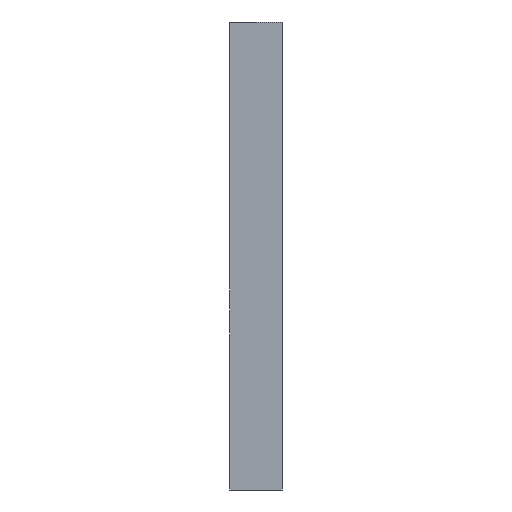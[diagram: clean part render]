
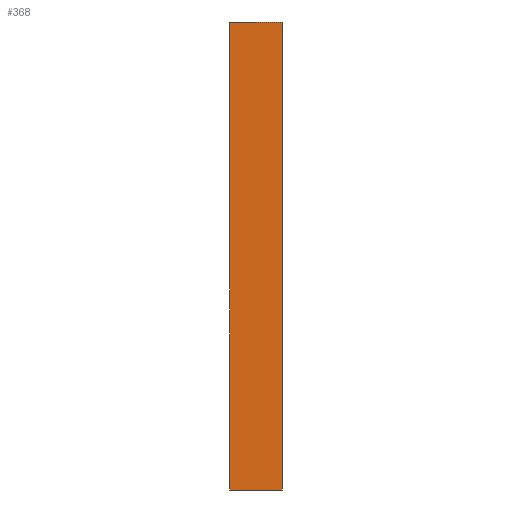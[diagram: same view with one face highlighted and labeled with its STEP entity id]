
A CAD part, left-side view. The second image highlights one B-rep face of the part: STEP entity #368.
In plain terms, the highlighted planar face has unit normal (-1, 0, 0).
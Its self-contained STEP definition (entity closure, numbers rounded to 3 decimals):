
#15 = DIRECTION ( 'NONE',  ( 1., 0., 0. ) ) ;
#32 = DIRECTION ( 'NONE',  ( 0., 0., 1. ) ) ;
#70 = DIRECTION ( 'NONE',  ( 0., 0., -1. ) ) ;
#79 = CARTESIAN_POINT ( 'NONE',  ( -67.5, 5., -22.5 ) ) ;
#87 = EDGE_LOOP ( 'NONE', ( #674, #653, #225, #220 ) ) ;
#90 = CARTESIAN_POINT ( 'NONE',  ( -67.5, 0., 22.5 ) ) ;
#99 = CARTESIAN_POINT ( 'NONE',  ( -67.5, 0., -22.5 ) ) ;
#159 = EDGE_CURVE ( 'NONE', #524, #195, #461, .T. ) ;
#195 = VERTEX_POINT ( 'NONE', #377 ) ;
#210 = VERTEX_POINT ( 'NONE', #90 ) ;
#220 = ORIENTED_EDGE ( 'NONE', *, *, #159, .T. ) ;
#225 = ORIENTED_EDGE ( 'NONE', *, *, #425, .F. ) ;
#241 = PLANE ( 'NONE',  #668 ) ;
#267 = DIRECTION ( 'NONE',  ( 0., 0., 1. ) ) ;
#342 = LINE ( 'NONE', #79, #597 ) ;
#353 = EDGE_CURVE ( 'NONE', #550, #210, #714, .T. ) ;
#363 = DIRECTION ( 'NONE',  ( 0., -1., 0. ) ) ;
#368 = ADVANCED_FACE ( 'NONE', ( #393 ), #241, .F. ) ;
#371 = CARTESIAN_POINT ( 'NONE',  ( -67.5, 5., -22.5 ) ) ;
#377 = CARTESIAN_POINT ( 'NONE',  ( -67.5, 0., -22.5 ) ) ;
#393 = FACE_OUTER_BOUND ( 'NONE', #87, .T. ) ;
#402 = VECTOR ( 'NONE', #363, 1000. ) ;
#425 = EDGE_CURVE ( 'NONE', #524, #550, #342, .T. ) ;
#461 = LINE ( 'NONE', #371, #715 ) ;
#468 = VECTOR ( 'NONE', #267, 1000. ) ;
#470 = CARTESIAN_POINT ( 'NONE',  ( -67.5, 5., -22.5 ) ) ;
#524 = VERTEX_POINT ( 'NONE', #582 ) ;
#544 = LINE ( 'NONE', #99, #468 ) ;
#550 = VERTEX_POINT ( 'NONE', #705 ) ;
#571 = EDGE_CURVE ( 'NONE', #195, #210, #544, .T. ) ;
#582 = CARTESIAN_POINT ( 'NONE',  ( -67.5, 5., -22.5 ) ) ;
#591 = DIRECTION ( 'NONE',  ( 0., -1., 0. ) ) ;
#597 = VECTOR ( 'NONE', #32, 1000. ) ;
#653 = ORIENTED_EDGE ( 'NONE', *, *, #353, .F. ) ;
#668 = AXIS2_PLACEMENT_3D ( 'NONE', #470, #15, #70 ) ;
#674 = ORIENTED_EDGE ( 'NONE', *, *, #571, .T. ) ;
#683 = CARTESIAN_POINT ( 'NONE',  ( -67.5, 5., 22.5 ) ) ;
#705 = CARTESIAN_POINT ( 'NONE',  ( -67.5, 5., 22.5 ) ) ;
#714 = LINE ( 'NONE', #683, #402 ) ;
#715 = VECTOR ( 'NONE', #591, 1000. ) ;
